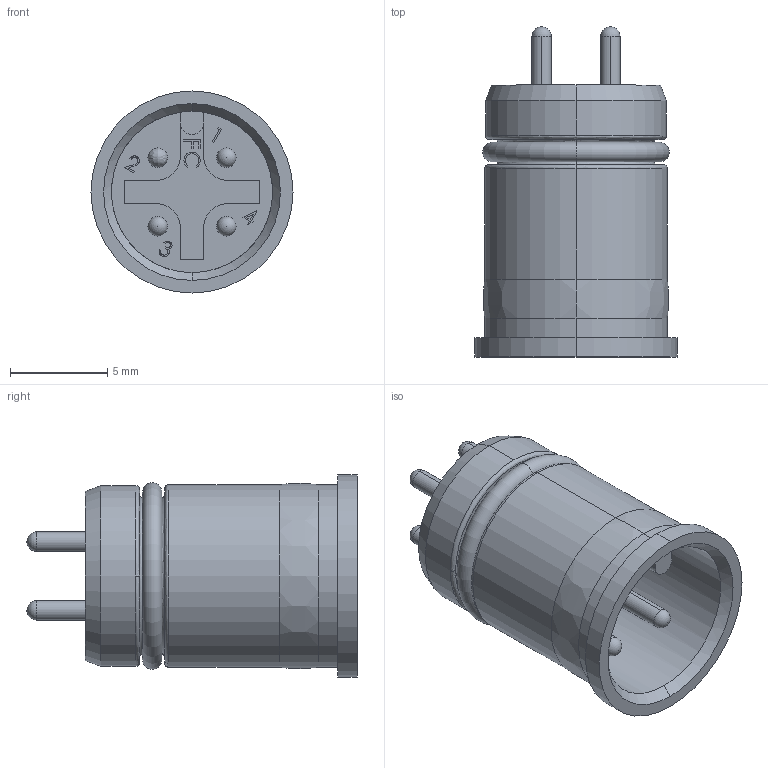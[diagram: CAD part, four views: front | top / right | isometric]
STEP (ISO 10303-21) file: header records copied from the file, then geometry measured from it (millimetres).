
FILE_DESCRIPTION (( 'STEP AP203' ), '1' );
FILE_NAME ('P250 .STEP', '2020-04-30T03:16:18', ( 'edpusr' ), ( 'Microsoft' ), 'SwSTEP 2.0', 'SolidWorks 2015', '' );
FILE_SCHEMA (( 'CONFIG_CONTROL_DESIGN' ));
Length unit declared in the file: millimetre
Products named in the file (1): P250 
Bounding box: 10.4 x 17 x 10.4 mm (x, y, z)
Volume: 404.1 mm3; surface area: 1148.9 mm2
Topology: 9 solids, 9 shells, 174 faces, 428 edges, 275 vertices
Faces by surface type: plane 77, cylinder 44, bspline 40, sphere 7, cone 4, torus 2
Entity records: 6793 total; most frequent: CARTESIAN_POINT 2857, ORIENTED_EDGE 824, DIRECTION 725, EDGE_CURVE 412, VERTEX_POINT 268, AXIS2_PLACEMENT_3D 244, LINE 237, VECTOR 237
